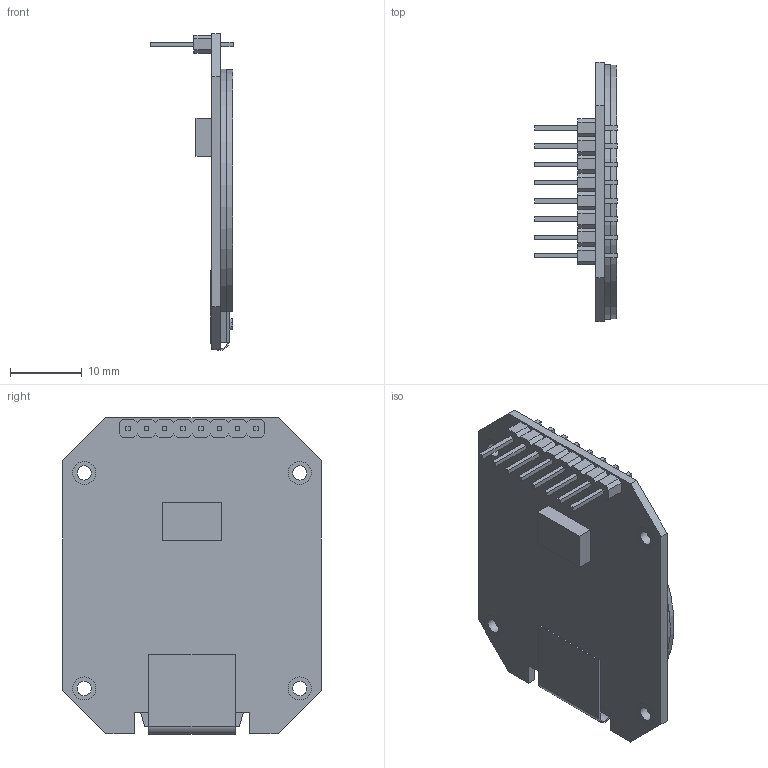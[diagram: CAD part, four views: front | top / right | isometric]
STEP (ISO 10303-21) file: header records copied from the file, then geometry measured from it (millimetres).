
FILE_DESCRIPTION(('STEP AP242'), '1');
FILE_NAME('LCD 1.28 Inch GC9A01', '', ('UNSPECIFIED'), ('UNSPECIFIED'), 'C3D Converter', 'C3D Toolkit', '');
FILE_SCHEMA(('AP242_MANAGED_MODEL_BASED_3D_ENGINEERING_MIM_LF { 1 0 10303 442 1 1 4 }'));
Length unit declared in the file: millimetre
Bounding box: 11.5 x 36 x 44.1 mm (x, y, z)
Volume: 3747.4 mm3; surface area: 3865.3 mm2
Topology: 1 solids, 1 shells, 202 faces, 515 edges, 342 vertices
Faces by surface type: plane 181, cylinder 21
Full cylindrical faces by diameter (mm): 2 x4, 3.2 x8
Entity records: 7620 total; most frequent: CARTESIAN_POINT 1048, ORIENTED_EDGE 1006, DIRECTION 951, EDGE_CURVE 503, LINE 461, VECTOR 461, VERTEX_POINT 342, EDGE_LOOP 251
